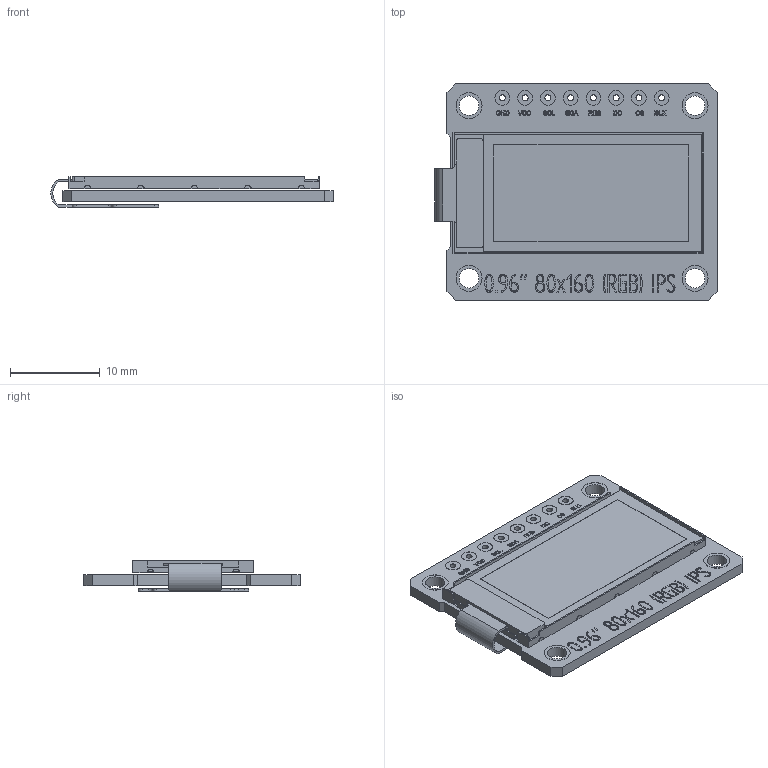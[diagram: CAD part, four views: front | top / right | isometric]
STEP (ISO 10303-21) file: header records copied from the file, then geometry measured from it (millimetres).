
FILE_DESCRIPTION(/* description */ ('Unknown'),/* implementation_level */ '2;1');
FILE_NAME(/* name */ '0.96 - IPS LCD - ST7735S - Alt',/* time_stamp */ '2018-11-03T18:49:42-04:00',/* author */ ('Unknown'),/* organization */ ('Unknown'),/* preprocessor_version */ 'ST-DEVELOPER v16.7',/* originating_system */ 'DEX',/* authorisation */ $);
FILE_SCHEMA (('AUTOMOTIVE_DESIGN {1 0 10303 214 3 1 1}'));
Products named in the file (3): 0.96 - IPS LCD - ST7735S - Alt; 0.96 - IPS LCD - No Glass - Reverse Mount
Assembly tree (2 placements, depth 2):
  0.96 - IPS LCD - ST7735S - Alt
    0.96 - IPS LCD - ST7735S - Alt
    0.96 - IPS LCD - No Glass - Reverse Mount
Bounding box: 31.5 x 24.13 x 3.45 mm (x, y, z)
Volume: 1323.6 mm3; surface area: 2954.9 mm2
Topology: 2 solids, 21 shells, 1273 faces, 3173 edges, 2102 vertices
Faces by surface type: plane 927, bspline 233, cylinder 113
Full cylindrical faces by diameter (mm): 0.66 x8, 0.762 x4, 1.651 x8, 2.184 x4, 2.893 x4
Entity records: 55528 total; most frequent: CARTESIAN_POINT 18888, ORIENTED_EDGE 6234, DIRECTION 4361, EDGE_CURVE 3117, VERTEX_POINT 2102, LINE 1831, VECTOR 1831, EDGE_LOOP 1525
